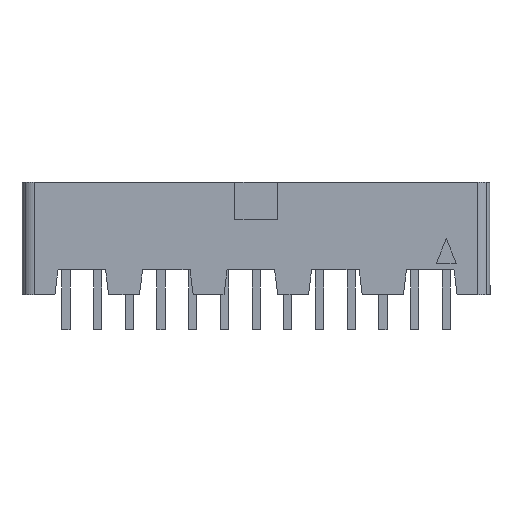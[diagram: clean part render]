
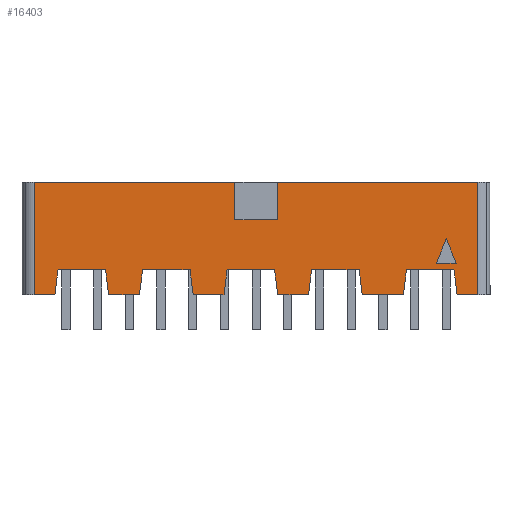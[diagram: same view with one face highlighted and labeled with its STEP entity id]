
A CAD part, front view. The second image highlights one B-rep face of the part: STEP entity #16403.
In plain terms, the highlighted planar face has unit normal (0, -1, 0).
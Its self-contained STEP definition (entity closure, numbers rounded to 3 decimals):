
#8099=CARTESIAN_POINT('',(-17.76,-3.05,0.));
#8100=VERTEX_POINT('',#8099);
#8108=CARTESIAN_POINT('',(-17.76,-3.05,9.0));
#8109=VERTEX_POINT('',#8108);
#8110=CARTESIAN_POINT('',(-17.76,-3.05,0.));
#8111=DIRECTION('',(0.0,0.0,1.0));
#8112=VECTOR('',#8111,9.0);
#8113=LINE('',#8110,#8112);
#8114=EDGE_CURVE('',#8100,#8109,#8113,.T.);
#14299=CARTESIAN_POINT('',(16.1,-3.05,0.));
#14300=VERTEX_POINT('',#14299);
#14307=CARTESIAN_POINT('',(15.854,-3.05,2.));
#14308=VERTEX_POINT('',#14307);
#14309=CARTESIAN_POINT('',(15.854,-3.05,2.));
#14310=DIRECTION('',(0.122,0.0,-0.993));
#14311=VECTOR('',#14310,2.015);
#14312=LINE('',#14309,#14311);
#14313=EDGE_CURVE('',#14308,#14300,#14312,.T.);
#14339=CARTESIAN_POINT('',(12.044,-3.05,2.));
#14340=VERTEX_POINT('',#14339);
#14347=CARTESIAN_POINT('',(11.799,-3.05,0.));
#14348=VERTEX_POINT('',#14347);
#14349=CARTESIAN_POINT('',(11.799,-3.05,0.));
#14350=DIRECTION('',(0.122,0.0,0.993));
#14351=VECTOR('',#14350,2.015);
#14352=LINE('',#14349,#14351);
#14353=EDGE_CURVE('',#14348,#14340,#14352,.T.);
#14459=CARTESIAN_POINT('',(1.727,-3.05,0.));
#14460=VERTEX_POINT('',#14459);
#14467=CARTESIAN_POINT('',(1.482,-3.05,2.));
#14468=VERTEX_POINT('',#14467);
#14469=CARTESIAN_POINT('',(1.482,-3.05,2.));
#14470=DIRECTION('',(0.122,0.0,-0.993));
#14471=VECTOR('',#14470,2.015);
#14472=LINE('',#14469,#14471);
#14473=EDGE_CURVE('',#14468,#14460,#14472,.T.);
#14499=CARTESIAN_POINT('',(-2.328,-3.05,2.));
#14500=VERTEX_POINT('',#14499);
#14507=CARTESIAN_POINT('',(-2.574,-3.05,0.));
#14508=VERTEX_POINT('',#14507);
#14509=CARTESIAN_POINT('',(-2.574,-3.05,0.));
#14510=DIRECTION('',(0.122,0.0,0.993));
#14511=VECTOR('',#14510,2.015);
#14512=LINE('',#14509,#14511);
#14513=EDGE_CURVE('',#14508,#14500,#14512,.T.);
#14619=CARTESIAN_POINT('',(-11.819,-3.05,0.));
#14620=VERTEX_POINT('',#14619);
#14627=CARTESIAN_POINT('',(-12.065,-3.05,2.));
#14628=VERTEX_POINT('',#14627);
#14629=CARTESIAN_POINT('',(-12.065,-3.05,2.));
#14630=DIRECTION('',(0.122,0.0,-0.993));
#14631=VECTOR('',#14630,2.015);
#14632=LINE('',#14629,#14631);
#14633=EDGE_CURVE('',#14628,#14620,#14632,.T.);
#14659=CARTESIAN_POINT('',(-15.875,-3.05,2.));
#14660=VERTEX_POINT('',#14659);
#14667=CARTESIAN_POINT('',(-16.121,-3.05,0.));
#14668=VERTEX_POINT('',#14667);
#14669=CARTESIAN_POINT('',(-16.121,-3.05,0.));
#14670=DIRECTION('',(0.122,0.0,0.993));
#14671=VECTOR('',#14670,2.015);
#14672=LINE('',#14669,#14671);
#14673=EDGE_CURVE('',#14668,#14660,#14672,.T.);
#14779=CARTESIAN_POINT('',(-5.046,-3.05,0.));
#14780=VERTEX_POINT('',#14779);
#14787=CARTESIAN_POINT('',(-5.292,-3.05,2.));
#14788=VERTEX_POINT('',#14787);
#14789=CARTESIAN_POINT('',(-5.292,-3.05,2.));
#14790=DIRECTION('',(0.122,0.0,-0.993));
#14791=VECTOR('',#14790,2.015);
#14792=LINE('',#14789,#14791);
#14793=EDGE_CURVE('',#14788,#14780,#14792,.T.);
#14819=CARTESIAN_POINT('',(-9.102,-3.05,2.));
#14820=VERTEX_POINT('',#14819);
#14827=CARTESIAN_POINT('',(-9.347,-3.05,0.));
#14828=VERTEX_POINT('',#14827);
#14829=CARTESIAN_POINT('',(-9.347,-3.05,0.));
#14830=DIRECTION('',(0.122,0.0,0.993));
#14831=VECTOR('',#14830,2.015);
#14832=LINE('',#14829,#14831);
#14833=EDGE_CURVE('',#14828,#14820,#14832,.T.);
#14939=CARTESIAN_POINT('',(8.5,-3.05,0.));
#14940=VERTEX_POINT('',#14939);
#14947=CARTESIAN_POINT('',(8.255,-3.05,2.));
#14948=VERTEX_POINT('',#14947);
#14949=CARTESIAN_POINT('',(8.255,-3.05,2.));
#14950=DIRECTION('',(0.122,0.0,-0.993));
#14951=VECTOR('',#14950,2.015);
#14952=LINE('',#14949,#14951);
#14953=EDGE_CURVE('',#14948,#14940,#14952,.T.);
#14979=CARTESIAN_POINT('',(4.445,-3.05,2.));
#14980=VERTEX_POINT('',#14979);
#14987=CARTESIAN_POINT('',(4.199,-3.05,0.));
#14988=VERTEX_POINT('',#14987);
#14989=CARTESIAN_POINT('',(4.199,-3.05,0.));
#14990=DIRECTION('',(0.122,0.0,0.993));
#14991=VECTOR('',#14990,2.015);
#14992=LINE('',#14989,#14991);
#14993=EDGE_CURVE('',#14988,#14980,#14992,.T.);
#15089=CARTESIAN_POINT('',(16.04,-3.05,2.5));
#15090=VERTEX_POINT('',#15089);
#15091=CARTESIAN_POINT('',(14.44,-3.05,2.5));
#15092=VERTEX_POINT('',#15091);
#15093=CARTESIAN_POINT('',(16.04,-3.05,2.5));
#15094=DIRECTION('',(-1.0,0.0,0.0));
#15095=VECTOR('',#15094,1.6);
#15096=LINE('',#15093,#15095);
#15097=EDGE_CURVE('',#15090,#15092,#15096,.T.);
#15129=CARTESIAN_POINT('',(15.24,-3.05,4.5));
#15130=VERTEX_POINT('',#15129);
#15131=CARTESIAN_POINT('',(14.44,-3.05,2.5));
#15132=DIRECTION('',(0.371,0.0,0.928));
#15133=VECTOR('',#15132,2.154);
#15134=LINE('',#15131,#15133);
#15135=EDGE_CURVE('',#15092,#15130,#15134,.T.);
#15160=CARTESIAN_POINT('',(15.24,-3.05,4.5));
#15161=DIRECTION('',(0.371,0.0,-0.928));
#15162=VECTOR('',#15161,2.154);
#15163=LINE('',#15160,#15162);
#15164=EDGE_CURVE('',#15130,#15090,#15163,.T.);
#15542=CARTESIAN_POINT('',(-17.76,-3.05,0.));
#15543=DIRECTION('',(1.0,0.0,0.0));
#15544=VECTOR('',#15543,1.639);
#15545=LINE('',#15542,#15544);
#15546=EDGE_CURVE('',#8100,#14668,#15545,.T.);
#15614=CARTESIAN_POINT('',(8.5,-3.05,0.));
#15615=DIRECTION('',(1.0,0.0,0.0));
#15616=VECTOR('',#15615,3.298);
#15617=LINE('',#15614,#15616);
#15618=EDGE_CURVE('',#14940,#14348,#15617,.T.);
#15631=CARTESIAN_POINT('',(-5.046,-3.05,0.));
#15632=DIRECTION('',(1.0,0.0,0.0));
#15633=VECTOR('',#15632,2.472);
#15634=LINE('',#15631,#15633);
#15635=EDGE_CURVE('',#14780,#14508,#15634,.T.);
#15662=CARTESIAN_POINT('',(-11.819,-3.05,0.));
#15663=DIRECTION('',(1.0,0.0,0.0));
#15664=VECTOR('',#15663,2.472);
#15665=LINE('',#15662,#15664);
#15666=EDGE_CURVE('',#14620,#14828,#15665,.T.);
#15691=CARTESIAN_POINT('',(1.727,-3.05,0.));
#15692=DIRECTION('',(1.0,0.0,0.0));
#15693=VECTOR('',#15692,2.472);
#15694=LINE('',#15691,#15693);
#15695=EDGE_CURVE('',#14460,#14988,#15694,.T.);
#15834=CARTESIAN_POINT('',(17.74,-3.05,9.));
#15835=VERTEX_POINT('',#15834);
#15843=CARTESIAN_POINT('',(17.74,-3.05,0.));
#15844=VERTEX_POINT('',#15843);
#15845=CARTESIAN_POINT('',(17.74,-3.05,0.));
#15846=DIRECTION('',(0.0,0.0,1.0));
#15847=VECTOR('',#15846,9.);
#15848=LINE('',#15845,#15847);
#15849=EDGE_CURVE('',#15844,#15835,#15848,.T.);
#16038=CARTESIAN_POINT('',(17.74,-3.05,9.));
#16039=DIRECTION('',(-1.0,0.0,0.0));
#16040=VECTOR('',#16039,35.5);
#16041=LINE('',#16038,#16040);
#16042=EDGE_CURVE('',#15835,#8109,#16041,.T.);
#16248=CARTESIAN_POINT('',(12.044,-3.05,2.));
#16249=DIRECTION('',(1.0,0.0,0.0));
#16250=VECTOR('',#16249,3.81);
#16251=LINE('',#16248,#16250);
#16252=EDGE_CURVE('',#14340,#14308,#16251,.T.);
#16257=CARTESIAN_POINT('',(4.445,-3.05,2.));
#16258=DIRECTION('',(1.0,0.0,0.0));
#16259=VECTOR('',#16258,3.81);
#16260=LINE('',#16257,#16259);
#16261=EDGE_CURVE('',#14980,#14948,#16260,.T.);
#16266=CARTESIAN_POINT('',(-2.328,-3.05,2.));
#16267=DIRECTION('',(1.0,0.0,0.0));
#16268=VECTOR('',#16267,3.81);
#16269=LINE('',#16266,#16268);
#16270=EDGE_CURVE('',#14500,#14468,#16269,.T.);
#16275=CARTESIAN_POINT('',(-9.102,-3.05,2.));
#16276=DIRECTION('',(1.0,0.0,0.0));
#16277=VECTOR('',#16276,3.81);
#16278=LINE('',#16275,#16277);
#16279=EDGE_CURVE('',#14820,#14788,#16278,.T.);
#16284=CARTESIAN_POINT('',(-15.875,-3.05,2.));
#16285=DIRECTION('',(1.0,0.0,0.0));
#16286=VECTOR('',#16285,3.81);
#16287=LINE('',#16284,#16286);
#16288=EDGE_CURVE('',#14660,#14628,#16287,.T.);
#16354=CARTESIAN_POINT('',(16.1,-3.05,0.));
#16355=DIRECTION('',(1.0,0.0,0.0));
#16356=VECTOR('',#16355,1.64);
#16357=LINE('',#16354,#16356);
#16358=EDGE_CURVE('',#14300,#15844,#16357,.T.);
#16367=CARTESIAN_POINT('',(10.14,-3.05,2.));
#16368=DIRECTION('',(0.0,-1.0,0.0));
#16369=DIRECTION('',(0.0,0.0,-1.0));
#16370=AXIS2_PLACEMENT_3D('',#16367,#16368,#16369);
#16371=PLANE('',#16370);
#16372=ORIENTED_EDGE('',*,*,#14313,.T.);
#16373=ORIENTED_EDGE('',*,*,#16358,.T.);
#16374=ORIENTED_EDGE('',*,*,#15849,.T.);
#16375=ORIENTED_EDGE('',*,*,#16042,.T.);
#16376=ORIENTED_EDGE('',*,*,#8114,.F.);
#16377=ORIENTED_EDGE('',*,*,#15546,.T.);
#16378=ORIENTED_EDGE('',*,*,#14673,.T.);
#16379=ORIENTED_EDGE('',*,*,#16288,.T.);
#16380=ORIENTED_EDGE('',*,*,#14633,.T.);
#16381=ORIENTED_EDGE('',*,*,#15666,.T.);
#16382=ORIENTED_EDGE('',*,*,#14833,.T.);
#16383=ORIENTED_EDGE('',*,*,#16279,.T.);
#16384=ORIENTED_EDGE('',*,*,#14793,.T.);
#16385=ORIENTED_EDGE('',*,*,#15635,.T.);
#16386=ORIENTED_EDGE('',*,*,#14513,.T.);
#16387=ORIENTED_EDGE('',*,*,#16270,.T.);
#16388=ORIENTED_EDGE('',*,*,#14473,.T.);
#16389=ORIENTED_EDGE('',*,*,#15695,.T.);
#16390=ORIENTED_EDGE('',*,*,#14993,.T.);
#16391=ORIENTED_EDGE('',*,*,#16261,.T.);
#16392=ORIENTED_EDGE('',*,*,#14953,.T.);
#16393=ORIENTED_EDGE('',*,*,#15618,.T.);
#16394=ORIENTED_EDGE('',*,*,#14353,.T.);
#16395=ORIENTED_EDGE('',*,*,#16252,.T.);
#16396=EDGE_LOOP('',(#16372,#16373,#16374,#16375,#16376,#16377,#16378,#16379,#16380,#16381,#16382,#16383,#16384,#16385,#16386,#16387,#16388,#16389,#16390,#16391,#16392,#16393,#16394,#16395));
#16397=FACE_OUTER_BOUND('',#16396,.T.);
#16398=ORIENTED_EDGE('',*,*,#15097,.T.);
#16399=ORIENTED_EDGE('',*,*,#15135,.T.);
#16400=ORIENTED_EDGE('',*,*,#15164,.T.);
#16401=EDGE_LOOP('',(#16398,#16399,#16400));
#16402=FACE_BOUND('',#16401,.T.);
#16403=ADVANCED_FACE('',(#16397,#16402),#16371,.T.);
